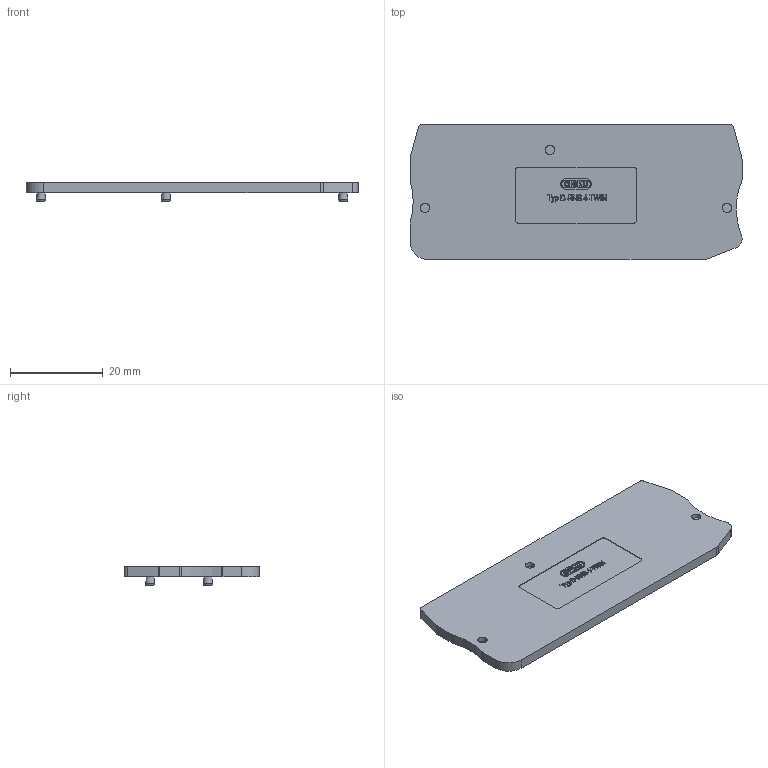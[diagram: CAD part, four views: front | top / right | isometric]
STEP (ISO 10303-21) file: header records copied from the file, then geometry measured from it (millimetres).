
FILE_DESCRIPTION( ('This file contains a STEP AP42 implementation' ,'as created by ZW3D STEP Interface translator.') ,'2;1' );
FILE_NAME( 'D-RNS4-TWIN-傷啣.stp' ,'24 725.142621', (''), ('ZWCAD Software Co.'), 'Version 1.0', 'ZW3D to STEP translator', '' );
FILE_SCHEMA(('AUTOMOTIVE_DESIGN { 1 0 10303 214 1 1 1 1 }'));
Length unit declared in the file: millimetre
Products named in the file (2): 0; RNS4-TWIN_錨璃50
Bounding box: 71.5 x 29.05 x 4 mm (x, y, z)
Volume: 4429.1 mm3; surface area: 4584.4 mm2
Topology: 1 solids, 1 shells, 708 faces, 2008 edges, 1337 vertices
Faces by surface type: plane 638, bspline 37, cylinder 27, cone 3, torus 3
Full cylindrical faces by diameter (mm): 1 x3, 2 x3
Entity records: 25491 total; most frequent: CARTESIAN_POINT 8711, ORIENTED_EDGE 4016, DIRECTION 2250, EDGE_CURVE 2008, VERTEX_POINT 1337, B_SPLINE_CURVE_WITH_KNOTS 1161, VECTOR 786, LINE 786
